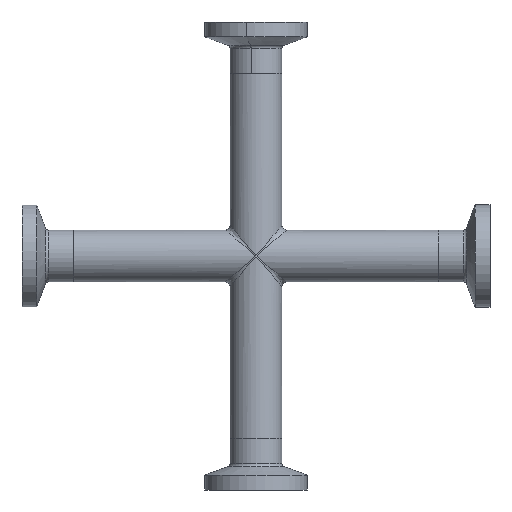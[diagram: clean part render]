
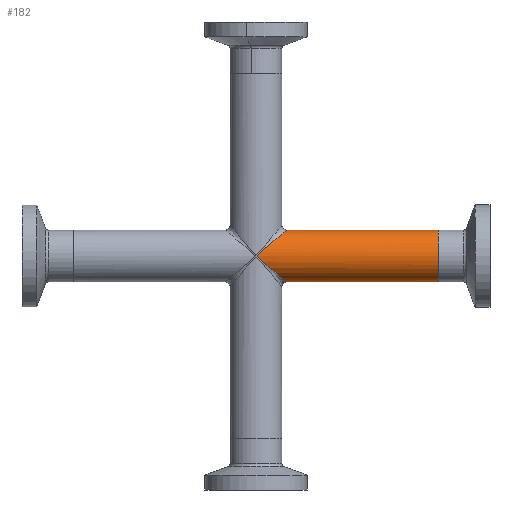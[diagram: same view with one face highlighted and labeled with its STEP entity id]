
A CAD part, front view. The second image highlights one B-rep face of the part: STEP entity #182.
In plain terms, the highlighted cylindrical face has radius 6.35 mm (diameter 12.7 mm), a partial arc.
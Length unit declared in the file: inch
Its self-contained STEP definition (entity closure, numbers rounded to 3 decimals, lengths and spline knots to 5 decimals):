
#8 = VERTEX_POINT ( 'NONE', #1505 ) ;
#99 = FACE_OUTER_BOUND ( 'NONE', #360, .T. ) ;
#104 = DIRECTION ( 'NONE',  ( -1., 0., 0. ) ) ;
#140 = EDGE_CURVE ( 'NONE', #537, #8, #984, .T. ) ;
#173 = DIRECTION ( 'NONE',  ( -1., 0., 0. ) ) ;
#182 = ADVANCED_FACE ( 'NONE', ( #99 ), #2168, .T. ) ;
#189 = ORIENTED_EDGE ( 'NONE', *, *, #260, .T. ) ;
#237 = LINE ( 'NONE', #1245, #2128 ) ;
#260 = EDGE_CURVE ( 'NONE', #1062, #1629, #1822, .T. ) ;
#360 = EDGE_LOOP ( 'NONE', ( #2112, #2148, #2262, #189, #2179 ) ) ;
#378 = AXIS2_PLACEMENT_3D ( 'NONE', #1838, #104, #2015 ) ;
#428 = LINE ( 'NONE', #2365, #663 ) ;
#501 = DIRECTION ( 'NONE',  ( -1., 0., 0. ) ) ;
#537 = VERTEX_POINT ( 'NONE', #1975 ) ;
#551 = DIRECTION ( 'NONE',  ( 1., 0., 0. ) ) ;
#599 =( BOUNDED_CURVE ( )  B_SPLINE_CURVE ( 3, ( #1759, #1948, #1752, #1399 ),
 .UNSPECIFIED., .F., .F. ) 
 B_SPLINE_CURVE_WITH_KNOTS ( ( 4, 4 ),
 ( 4.71239, 6.28319 ),
 .UNSPECIFIED. ) 
 CURVE ( )  GEOMETRIC_REPRESENTATION_ITEM ( )  RATIONAL_B_SPLINE_CURVE ( ( 1., 0.805, 0.805, 1. ) ) 
 REPRESENTATION_ITEM ( '' )  );
#644 = CARTESIAN_POINT ( 'NONE',  ( 0., -0.25, 0. ) ) ;
#663 = VECTOR ( 'NONE', #173, 39.37008 ) ;
#824 = AXIS2_PLACEMENT_3D ( 'NONE', #2034, #551, #2359 ) ;
#984 = CIRCLE ( 'NONE', #824, 0.25 ) ;
#1062 = VERTEX_POINT ( 'NONE', #1415 ) ;
#1070 = CARTESIAN_POINT ( 'NONE',  ( 0.17412, -0.25, 0.14645 ) ) ;
#1117 = VERTEX_POINT ( 'NONE', #1993 ) ;
#1180 = EDGE_CURVE ( 'NONE', #537, #1062, #428, .T. ) ;
#1223 = CARTESIAN_POINT ( 'NONE',  ( 0., -0.25, 0. ) ) ;
#1245 = CARTESIAN_POINT ( 'NONE',  ( 1.75217, 0., -0.25 ) ) ;
#1250 = CARTESIAN_POINT ( 'NONE',  ( 0.29724, -0.14645, 0.25 ) ) ;
#1399 = CARTESIAN_POINT ( 'NONE',  ( 0.29724, 0., -0.25 ) ) ;
#1415 = CARTESIAN_POINT ( 'NONE',  ( 0.29724, 0., 0.25 ) ) ;
#1505 = CARTESIAN_POINT ( 'NONE',  ( 1.75217, 0., -0.25 ) ) ;
#1587 = CARTESIAN_POINT ( 'NONE',  ( 0.29724, 0., 0.25 ) ) ;
#1629 = VERTEX_POINT ( 'NONE', #644 ) ;
#1722 = EDGE_CURVE ( 'NONE', #1629, #1117, #599, .T. ) ;
#1752 = CARTESIAN_POINT ( 'NONE',  ( 0.29724, -0.14645, -0.25 ) ) ;
#1759 = CARTESIAN_POINT ( 'NONE',  ( 0., -0.25, 0. ) ) ;
#1822 =( BOUNDED_CURVE ( )  B_SPLINE_CURVE ( 3, ( #1587, #1250, #1070, #1223 ),
 .UNSPECIFIED., .F., .F. ) 
 B_SPLINE_CURVE_WITH_KNOTS ( ( 4, 4 ),
 ( 3.14159, 4.71239 ),
 .UNSPECIFIED. ) 
 CURVE ( )  GEOMETRIC_REPRESENTATION_ITEM ( )  RATIONAL_B_SPLINE_CURVE ( ( 1., 0.805, 0.805, 1. ) ) 
 REPRESENTATION_ITEM ( '' )  );
#1838 = CARTESIAN_POINT ( 'NONE',  ( 1.75217, 0., 0. ) ) ;
#1948 = CARTESIAN_POINT ( 'NONE',  ( 0.17412, -0.25, -0.14645 ) ) ;
#1975 = CARTESIAN_POINT ( 'NONE',  ( 1.75217, 0., 0.25 ) ) ;
#1993 = CARTESIAN_POINT ( 'NONE',  ( 0.29724, 0., -0.25 ) ) ;
#2015 = DIRECTION ( 'NONE',  ( 0., 0., 1. ) ) ;
#2025 = EDGE_CURVE ( 'NONE', #8, #1117, #237, .T. ) ;
#2034 = CARTESIAN_POINT ( 'NONE',  ( 1.75217, 0., 0. ) ) ;
#2112 = ORIENTED_EDGE ( 'NONE', *, *, #2025, .F. ) ;
#2128 = VECTOR ( 'NONE', #501, 39.37008 ) ;
#2148 = ORIENTED_EDGE ( 'NONE', *, *, #140, .F. ) ;
#2168 = CYLINDRICAL_SURFACE ( 'NONE', #378, 0.25 ) ;
#2179 = ORIENTED_EDGE ( 'NONE', *, *, #1722, .T. ) ;
#2262 = ORIENTED_EDGE ( 'NONE', *, *, #1180, .T. ) ;
#2359 = DIRECTION ( 'NONE',  ( 0., 0., -1. ) ) ;
#2365 = CARTESIAN_POINT ( 'NONE',  ( 1.75217, 0., 0.25 ) ) ;
